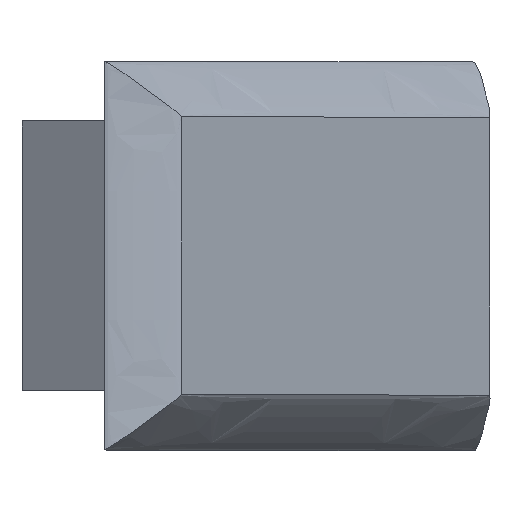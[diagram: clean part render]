
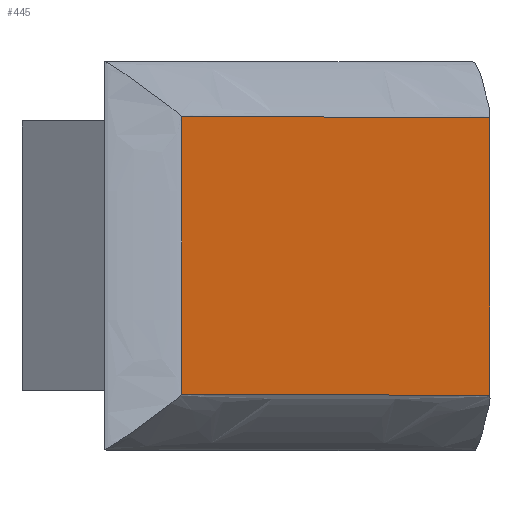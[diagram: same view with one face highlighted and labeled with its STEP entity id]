
A CAD part, top view. The second image highlights one B-rep face of the part: STEP entity #445.
In plain terms, the highlighted planar face has unit normal (0.832, 0, 0.555).
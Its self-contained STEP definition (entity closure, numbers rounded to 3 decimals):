
#15=B_SPLINE_CURVE_WITH_KNOTS('',3,(#704,#705,#706,#707),.UNSPECIFIED.,
 .F.,.F.,(4,4),(-1.2,-0.2),.UNSPECIFIED.);
#18=B_SPLINE_CURVE_WITH_KNOTS('',3,(#792,#793,#794,#795),.UNSPECIFIED.,
 .F.,.F.,(4,4),(-2.2,-0.2),.UNSPECIFIED.);
#20=B_SPLINE_CURVE_WITH_KNOTS('',3,(#859,#860,#861,#862),.UNSPECIFIED.,
 .F.,.F.,(4,4),(-1.2,-0.2),.UNSPECIFIED.);
#22=B_SPLINE_CURVE_WITH_KNOTS('',3,(#926,#927,#928,#929),.UNSPECIFIED.,
 .F.,.F.,(4,4),(0.,2.),.UNSPECIFIED.);
#51=FACE_OUTER_BOUND('',#76,.T.);
#76=EDGE_LOOP('',(#391,#392,#393,#394));
#215=VERTEX_POINT('',#702);
#216=VERTEX_POINT('',#703);
#219=VERTEX_POINT('',#791);
#221=VERTEX_POINT('',#858);
#271=EDGE_CURVE('',#215,#216,#15,.T.);
#275=EDGE_CURVE('',#216,#219,#18,.T.);
#278=EDGE_CURVE('',#219,#221,#20,.T.);
#282=EDGE_CURVE('',#221,#215,#22,.T.);
#391=ORIENTED_EDGE('',*,*,#271,.F.);
#392=ORIENTED_EDGE('',*,*,#282,.F.);
#393=ORIENTED_EDGE('',*,*,#278,.F.);
#394=ORIENTED_EDGE('',*,*,#275,.F.);
#421=PLANE('',#467);
#445=ADVANCED_FACE('',(#51),#421,.T.);
#467=AXIS2_PLACEMENT_3D('',#930,#559,#560);
#559=DIRECTION('center_axis',(0.832,0.,0.555));
#560=DIRECTION('ref_axis',(0.555,0.,-0.832));
#702=CARTESIAN_POINT('',(101.824,5.002,-18.216));
#703=CARTESIAN_POINT('',(101.824,-4.998,-18.216));
#704=CARTESIAN_POINT('Ctrl Pts',(101.824,5.002,-18.216));
#705=CARTESIAN_POINT('Ctrl Pts',(101.824,1.669,-18.216));
#706=CARTESIAN_POINT('Ctrl Pts',(101.824,-1.664,-18.216));
#707=CARTESIAN_POINT('Ctrl Pts',(101.824,-4.998,-18.216));
#791=CARTESIAN_POINT('',(90.73,-4.998,-1.575));
#792=CARTESIAN_POINT('Ctrl Pts',(101.824,-4.998,-18.216));
#793=CARTESIAN_POINT('Ctrl Pts',(98.126,-4.998,-12.669));
#794=CARTESIAN_POINT('Ctrl Pts',(94.428,-4.998,-7.122));
#795=CARTESIAN_POINT('Ctrl Pts',(90.73,-4.998,-1.575));
#858=CARTESIAN_POINT('',(90.73,5.002,-1.575));
#859=CARTESIAN_POINT('Ctrl Pts',(90.73,-4.998,-1.575));
#860=CARTESIAN_POINT('Ctrl Pts',(90.73,-1.664,-1.575));
#861=CARTESIAN_POINT('Ctrl Pts',(90.73,1.669,-1.575));
#862=CARTESIAN_POINT('Ctrl Pts',(90.73,5.002,-1.575));
#926=CARTESIAN_POINT('Ctrl Pts',(90.73,5.002,-1.575));
#927=CARTESIAN_POINT('Ctrl Pts',(94.428,5.002,-7.122));
#928=CARTESIAN_POINT('Ctrl Pts',(98.126,5.002,-12.669));
#929=CARTESIAN_POINT('Ctrl Pts',(101.824,5.002,-18.216));
#930=CARTESIAN_POINT('Origin',(96.277,0.002,-9.896));
